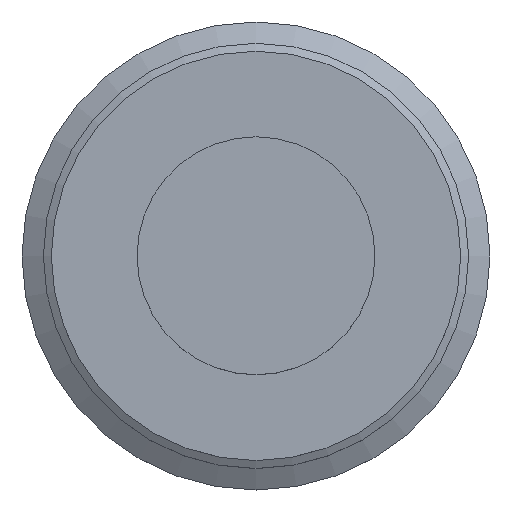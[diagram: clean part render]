
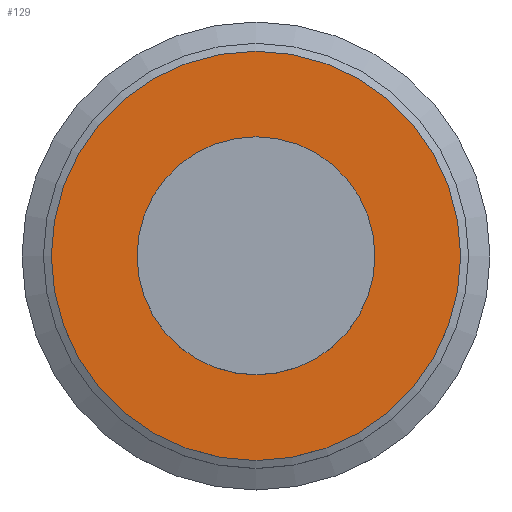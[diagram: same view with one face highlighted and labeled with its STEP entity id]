
A CAD part, top view. The second image highlights one B-rep face of the part: STEP entity #129.
In plain terms, the highlighted planar face has unit normal (0, 0, 1).
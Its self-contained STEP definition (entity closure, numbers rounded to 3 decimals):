
#116=PLANE('',#279);
#129=ADVANCED_FACE('',(#152,#153),#116,.T.);
#152=FACE_BOUND('',#178,.T.);
#153=FACE_BOUND('',#179,.T.);
#178=EDGE_LOOP('',(#206));
#179=EDGE_LOOP('',(#207));
#206=ORIENTED_EDGE('',*,*,#245,.T.);
#207=ORIENTED_EDGE('',*,*,#246,.F.);
#231=VERTEX_POINT('',#370);
#232=VERTEX_POINT('',#373);
#245=EDGE_CURVE('',#231,#231,#259,.T.);
#246=EDGE_CURVE('',#232,#232,#260,.T.);
#259=CIRCLE('',#276,7.74);
#260=CIRCLE('',#278,4.5);
#276=AXIS2_PLACEMENT_3D('',#369,#312,#313);
#278=AXIS2_PLACEMENT_3D('',#372,#316,#317);
#279=AXIS2_PLACEMENT_3D('',#374,#318,#319);
#312=DIRECTION('',(0.,0.,1.));
#313=DIRECTION('',(1.,0.,0.));
#316=DIRECTION('',(0.,0.,1.));
#317=DIRECTION('',(1.,0.,0.));
#318=DIRECTION('',(0.,0.,1.));
#319=DIRECTION('',(1.,0.,0.));
#369=CARTESIAN_POINT('',(0.,0.,-2.65));
#370=CARTESIAN_POINT('',(7.74,0.,-2.65));
#372=CARTESIAN_POINT('',(0.,0.,-2.65));
#373=CARTESIAN_POINT('',(4.5,0.,-2.65));
#374=CARTESIAN_POINT('',(0.,4.5,-2.65));
